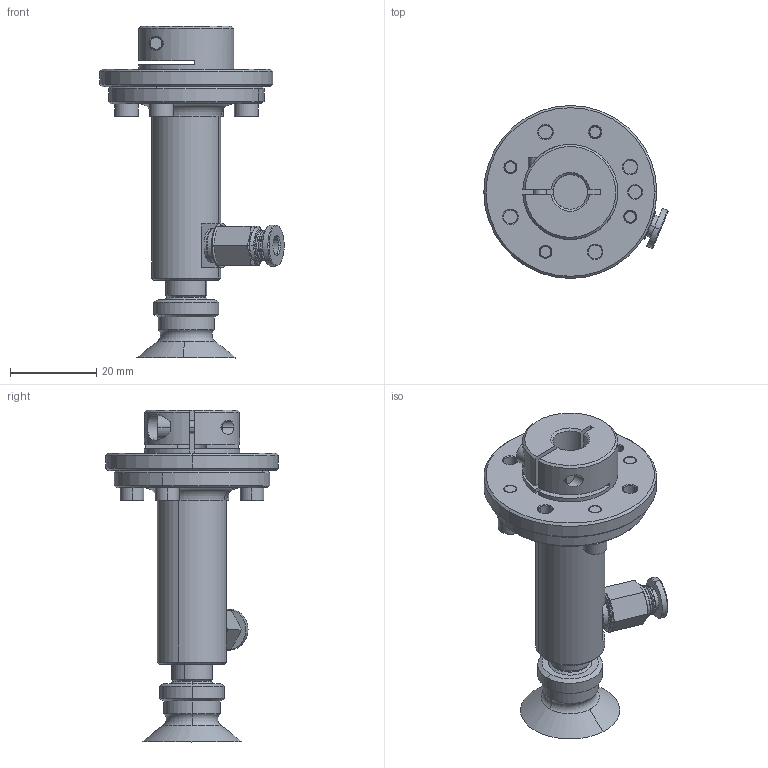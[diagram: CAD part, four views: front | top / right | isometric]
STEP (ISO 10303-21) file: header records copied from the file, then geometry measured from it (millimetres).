
FILE_DESCRIPTION((''),'2;1');
FILE_NAME('VA-DO-0009_DOBOT_MG400_220125_ASM','2024-01-24T15:15:01',('s1040'),(''),'CREO PARAMETRIC BY PTC INC, 2022073','CREO PARAMETRIC BY PTC INC, 2022073','');
FILE_SCHEMA(('AP242_MANAGED_MODEL_BASED_3D_ENGINEERING_MIM_LF { 1 0 10303 442 1 1 4 }'));
Length unit declared in the file: millimetre
Products named in the file (9): 2204133400; 2204160300; M3X12_GB70; M3X8_GB70_1; ZP20CN; PC4M5; SAUGGREIFER_MG400_211125_ASM; 000_MG400_ASM; VA-DO-0009_DOBOT_MG400_220125_ASM
Assembly tree (11 placements, depth 4):
  VA-DO-0009_DOBOT_MG400_220125_ASM
    000_MG400_ASM
      SAUGGREIFER_MG400_211125_ASM
        2204133400
        2204160300
        M3X12_GB70
        M3X8_GB70_1  x4
        ZP20CN
        PC4M5
Bounding box: 42.63 x 40 x 76.8 mm (x, y, z)
Volume: 23458 mm3; surface area: 13317.7 mm2
Topology: 9 solids, 9 shells, 397 faces, 986 edges, 660 vertices
Faces by surface type: cone 153, plane 120, cylinder 92, torus 30, bspline 2
Entity records: 17502 total; most frequent: CARTESIAN_POINT 2460, DIRECTION 2415, ORIENTED_EDGE 1556, AXIS2_PLACEMENT_3D 1069, PRESENTATION_STYLE_ASSIGNMENT 906, STYLED_ITEM 906, CURVE_STYLE 815, EDGE_CURVE 778
